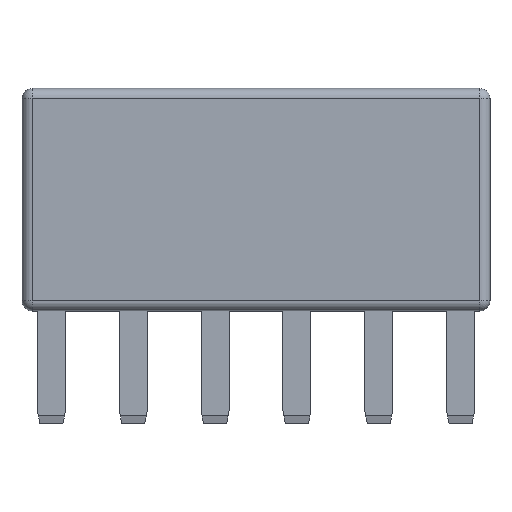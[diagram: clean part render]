
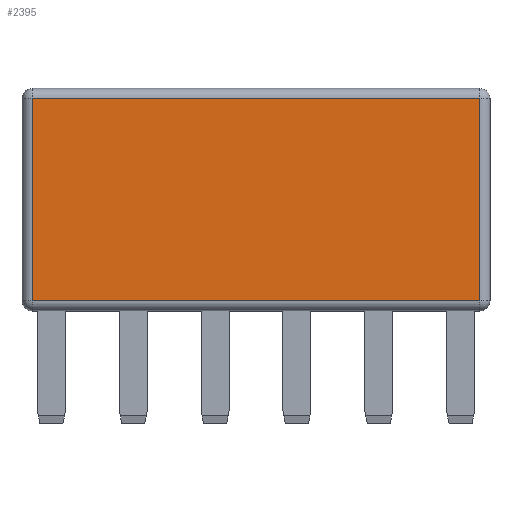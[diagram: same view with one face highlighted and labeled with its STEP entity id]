
A CAD part, top view. The second image highlights one B-rep face of the part: STEP entity #2395.
In plain terms, the highlighted planar face has unit normal (0, 0, 1).
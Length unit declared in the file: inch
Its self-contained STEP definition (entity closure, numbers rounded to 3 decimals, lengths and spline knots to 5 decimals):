
#1692=DIRECTION('',(0.,-1.,0.));
#1693=VECTOR('',#1692,0.79);
#1694=CARTESIAN_POINT('',(-0.02,1.27,0.092));
#1695=LINE('',#1694,#1693);
#1696=DIRECTION('',(-1.,0.,0.));
#1697=VECTOR('',#1696,1.75);
#1698=CARTESIAN_POINT('',(1.73,1.27,0.092));
#1699=LINE('',#1698,#1697);
#1700=DIRECTION('',(0.,1.,0.));
#1701=VECTOR('',#1700,0.79);
#1702=CARTESIAN_POINT('',(1.73,0.48,0.092));
#1703=LINE('',#1702,#1701);
#1704=DIRECTION('',(1.,0.,0.));
#1705=VECTOR('',#1704,1.75);
#1706=CARTESIAN_POINT('',(-0.02,0.48,0.092));
#1707=LINE('',#1706,#1705);
#2154=CARTESIAN_POINT('',(-0.02,1.27,0.092));
#2155=CARTESIAN_POINT('',(-0.02,0.48,0.092));
#2156=VERTEX_POINT('',#2154);
#2157=VERTEX_POINT('',#2155);
#2162=CARTESIAN_POINT('',(1.73,0.48,0.092));
#2163=VERTEX_POINT('',#2162);
#2168=CARTESIAN_POINT('',(1.73,1.27,0.092));
#2169=VERTEX_POINT('',#2168);
#2381=CARTESIAN_POINT('',(0.,0.,0.092));
#2382=DIRECTION('',(0.,0.,1.));
#2383=DIRECTION('',(1.,0.,0.));
#2384=AXIS2_PLACEMENT_3D('',#2381,#2382,#2383);
#2385=PLANE('',#2384);
#2387=ORIENTED_EDGE('',*,*,#2386,.F.);
#2389=ORIENTED_EDGE('',*,*,#2388,.F.);
#2391=ORIENTED_EDGE('',*,*,#2390,.F.);
#2392=ORIENTED_EDGE('',*,*,#2371,.F.);
#2393=EDGE_LOOP('',(#2387,#2389,#2391,#2392));
#2394=FACE_OUTER_BOUND('',#2393,.F.);
#2395=ADVANCED_FACE('',(#2394),#2385,.T.);
#2371=EDGE_CURVE('',#2157,#2163,#1707,.T.);
#2386=EDGE_CURVE('',#2156,#2157,#1695,.T.);
#2388=EDGE_CURVE('',#2169,#2156,#1699,.T.);
#2390=EDGE_CURVE('',#2163,#2169,#1703,.T.);
